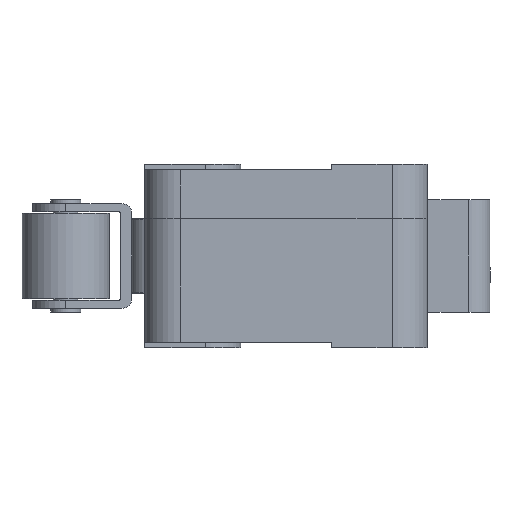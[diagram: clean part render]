
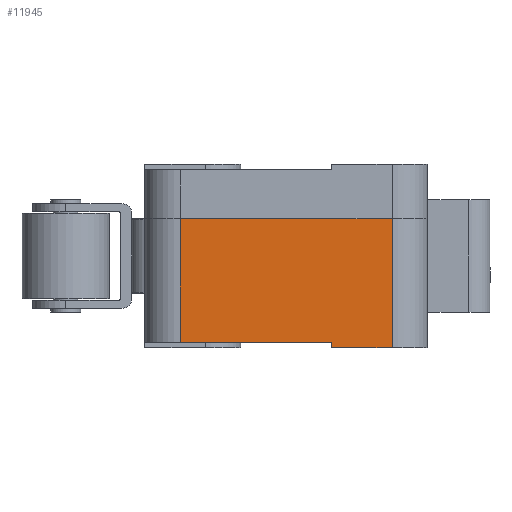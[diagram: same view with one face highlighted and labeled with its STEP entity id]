
A CAD part, left-side view. The second image highlights one B-rep face of the part: STEP entity #11945.
In plain terms, the highlighted planar face has unit normal (-1, 0, 0).
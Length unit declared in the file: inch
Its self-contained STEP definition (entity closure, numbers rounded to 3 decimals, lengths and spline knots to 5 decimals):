
#969=PLANE('',#12550);
#1597=FACE_OUTER_BOUND('',#2288,.T.);
#2288=EDGE_LOOP('',(#11170,#11171,#11172,#11173,#11174,#11175));
#3308=LINE('',#19530,#4568);
#3644=LINE('',#21780,#4904);
#3646=LINE('',#21786,#4906);
#3649=LINE('',#21795,#4909);
#3652=LINE('',#21801,#4912);
#3663=LINE('',#21828,#4923);
#4568=VECTOR('',#14125,0.3937);
#4904=VECTOR('',#14875,0.3937);
#4906=VECTOR('',#14881,0.3937);
#4909=VECTOR('',#14890,0.3937);
#4912=VECTOR('',#14899,0.3937);
#4923=VECTOR('',#14934,0.3937);
#5846=VERTEX_POINT('',#19523);
#5848=VERTEX_POINT('',#19529);
#6061=VERTEX_POINT('',#21776);
#6062=VERTEX_POINT('',#21778);
#6064=VERTEX_POINT('',#21785);
#6067=VERTEX_POINT('',#21793);
#7297=EDGE_CURVE('',#5848,#5846,#3308,.T.);
#7756=EDGE_CURVE('',#6061,#6062,#3644,.T.);
#7759=EDGE_CURVE('',#6064,#6061,#3646,.T.);
#7764=EDGE_CURVE('',#6067,#6062,#3649,.T.);
#7767=EDGE_CURVE('',#6064,#5846,#3652,.T.);
#7780=EDGE_CURVE('',#6067,#5848,#3663,.T.);
#11170=ORIENTED_EDGE('',*,*,#7297,.T.);
#11171=ORIENTED_EDGE('',*,*,#7767,.F.);
#11172=ORIENTED_EDGE('',*,*,#7759,.T.);
#11173=ORIENTED_EDGE('',*,*,#7756,.T.);
#11174=ORIENTED_EDGE('',*,*,#7764,.F.);
#11175=ORIENTED_EDGE('',*,*,#7780,.T.);
#11945=ADVANCED_FACE('',(#1597),#969,.T.);
#12550=AXIS2_PLACEMENT_3D('',#21827,#14932,#14933);
#14125=DIRECTION('',(0.,1.,0.));
#14875=DIRECTION('',(0.,0.,-1.));
#14881=DIRECTION('',(0.,-1.,0.));
#14890=DIRECTION('',(0.,1.,0.));
#14899=DIRECTION('',(0.,0.,1.));
#14932=DIRECTION('center_axis',(-1.,0.,0.));
#14933=DIRECTION('ref_axis',(0.,0.,1.));
#14934=DIRECTION('',(0.,0.,1.));
#19523=CARTESIAN_POINT('',(-1.13386,0.25295,0.28543));
#19529=CARTESIAN_POINT('',(-1.13386,-0.21555,0.28543));
#19530=CARTESIAN_POINT('',(-1.13386,0.05809,0.28543));
#21776=CARTESIAN_POINT('',(-1.13386,-0.08169,0.01181));
#21778=CARTESIAN_POINT('',(-1.13386,-0.08169,0.));
#21780=CARTESIAN_POINT('',(-1.13386,-0.08169,0.));
#21785=CARTESIAN_POINT('',(-1.13386,0.25295,0.01181));
#21786=CARTESIAN_POINT('',(-1.13386,-0.09684,0.01181));
#21793=CARTESIAN_POINT('',(-1.13386,-0.21555,0.));
#21795=CARTESIAN_POINT('',(-1.13386,-0.21555,0.));
#21801=CARTESIAN_POINT('',(-1.13386,0.25295,0.));
#21827=CARTESIAN_POINT('Origin',(-1.13386,-0.21555,0.));
#21828=CARTESIAN_POINT('',(-1.13386,-0.21555,0.));
